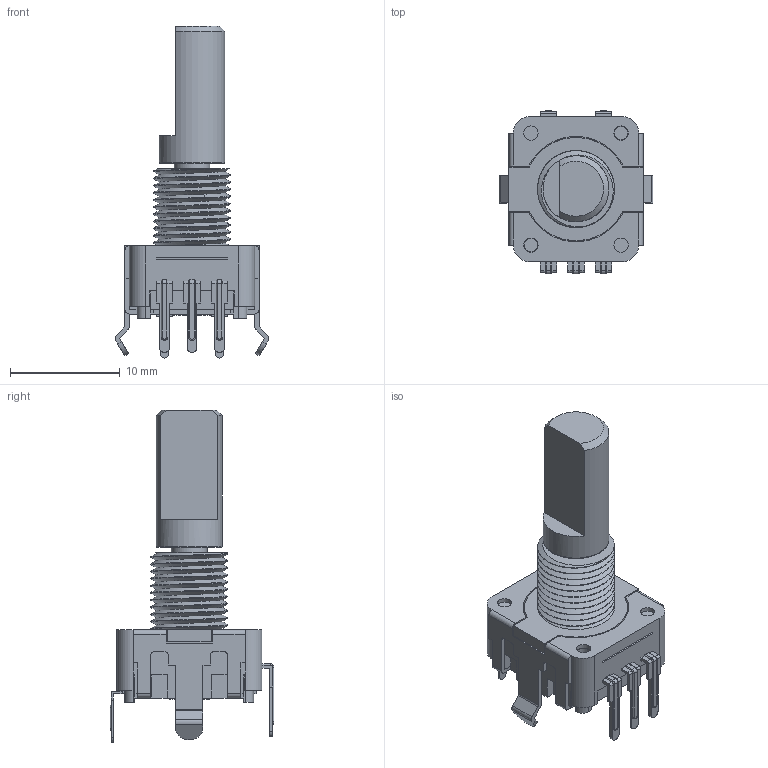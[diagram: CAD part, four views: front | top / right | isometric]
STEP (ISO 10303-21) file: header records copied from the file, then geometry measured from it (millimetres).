
FILE_DESCRIPTION((' '),'2;1');
FILE_NAME( 'SW-PEC11R-4220F-S0024.stp', '2022-09-04T13:27:39', (' '), ('--- Datakit www.datakit.com---'), ' Datakit CrossCadWare V2022.3 Jun 15 2022', 'DATAKIT 2022 (c)', ' ');
FILE_SCHEMA(('AP242_MANAGED_MODEL_BASED_3D_ENGINEERING_MIM_LF { 1 0 10303 442 1 1 4 }'));
Length unit declared in the file: millimetre
Products named in the file (1): SW-PEC11R-4220F-S0024
Bounding box: 14 x 14.9 x 30.2 mm (x, y, z)
Volume: 66.2 mm3; surface area: 1686 mm2
Topology: 2 solids, 4 shells, 416 faces, 1162 edges, 769 vertices
Faces by surface type: plane 285, cylinder 104, revolution 15, bspline 7, cone 4, extrusion 1
Full cylindrical faces by diameter (mm): 1.2 x2, 1.3 x4, 1.5 x1, 3.251 x1, 3.5 x2, 3.6 x1, 4.5 x1, 6 x2
Entity records: 18026 total; most frequent: CARTESIAN_POINT 6917, ORIENTED_EDGE 2274, DIRECTION 2101, EDGE_CURVE 1141, VECTOR 846, LINE 845, VERTEX_POINT 765, AXIS2_PLACEMENT_3D 620
